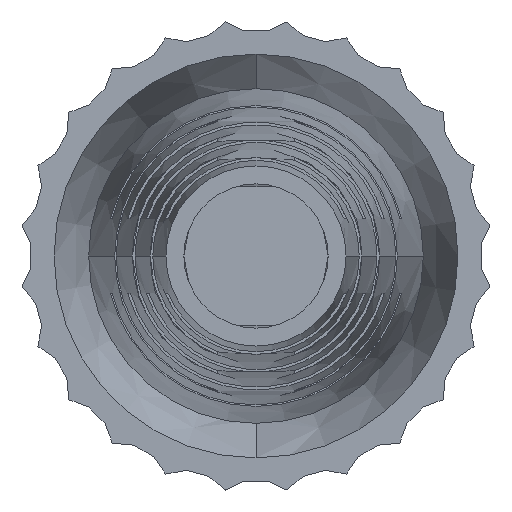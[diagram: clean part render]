
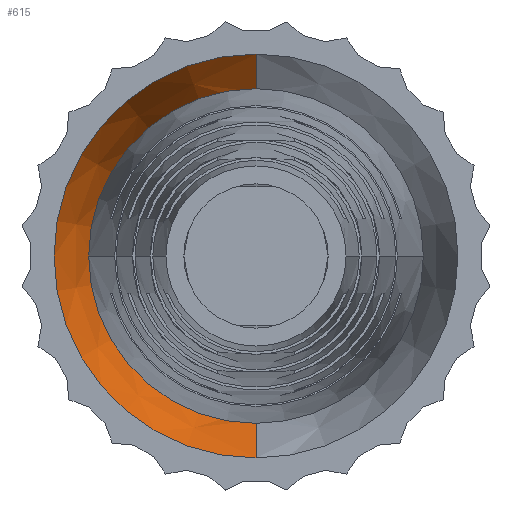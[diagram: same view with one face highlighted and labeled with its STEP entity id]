
A CAD part, front view. The second image highlights one B-rep face of the part: STEP entity #615.
In plain terms, the highlighted conical face has half-angle 20 degrees and reference radius 4.445 mm.
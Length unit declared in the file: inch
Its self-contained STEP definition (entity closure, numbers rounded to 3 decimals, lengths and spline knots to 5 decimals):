
#89 = ORIENTED_EDGE ( 'NONE', *, *, #2988, .F. ) ;
#181 = CIRCLE ( 'NONE', #3085, 0.14202 ) ;
#530 = VERTEX_POINT ( 'NONE', #1438 ) ;
#615 = ADVANCED_FACE ( 'NONE', ( #2395 ), #1274, .F. ) ;
#653 = DIRECTION ( 'NONE',  ( 0., -0.94, 0.342 ) ) ;
#797 = DIRECTION ( 'NONE',  ( 0., 0., 1. ) ) ;
#1217 = EDGE_CURVE ( 'NONE', #5869, #5128, #3136, .T. ) ;
#1274 = CONICAL_SURFACE ( 'NONE', #5008, 0.175, 0.349 ) ;
#1438 = CARTESIAN_POINT ( 'NONE',  ( 0., 0.0906, 0.14202 ) ) ;
#1544 = DIRECTION ( 'NONE',  ( 0., -1., 0. ) ) ;
#1739 = VECTOR ( 'NONE', #2472, 39.37008 ) ;
#1849 = CARTESIAN_POINT ( 'NONE',  ( 0., 0.0906, -0.14202 ) ) ;
#2163 = CARTESIAN_POINT ( 'NONE',  ( 0., 0., 0. ) ) ;
#2395 = FACE_OUTER_BOUND ( 'NONE', #3077, .T. ) ;
#2472 = DIRECTION ( 'NONE',  ( 0., -0.94, -0.342 ) ) ;
#2854 = CARTESIAN_POINT ( 'NONE',  ( 0., 0., 0. ) ) ;
#2903 = ORIENTED_EDGE ( 'NONE', *, *, #3945, .T. ) ;
#2977 = CARTESIAN_POINT ( 'NONE',  ( 0., 0., -0.175 ) ) ;
#2988 = EDGE_CURVE ( 'NONE', #5170, #5128, #3291, .T. ) ;
#3077 = EDGE_LOOP ( 'NONE', ( #2903, #4197, #6488, #89 ) ) ;
#3085 = AXIS2_PLACEMENT_3D ( 'NONE', #4460, #3361, #797 ) ;
#3136 = CIRCLE ( 'NONE', #3598, 0.175 ) ;
#3215 = CARTESIAN_POINT ( 'NONE',  ( 0., 0., 0.175 ) ) ;
#3291 = LINE ( 'NONE', #2977, #1739 ) ;
#3361 = DIRECTION ( 'NONE',  ( 0., 1., 0. ) ) ;
#3505 = CARTESIAN_POINT ( 'NONE',  ( 0., 0., -0.175 ) ) ;
#3598 = AXIS2_PLACEMENT_3D ( 'NONE', #2854, #5533, #3930 ) ;
#3930 = DIRECTION ( 'NONE',  ( 0., 0., -1. ) ) ;
#3945 = EDGE_CURVE ( 'NONE', #5170, #530, #181, .T. ) ;
#4197 = ORIENTED_EDGE ( 'NONE', *, *, #6101, .T. ) ;
#4460 = CARTESIAN_POINT ( 'NONE',  ( 0., 0.0906, 0. ) ) ;
#4968 = VECTOR ( 'NONE', #653, 39.37008 ) ;
#5008 = AXIS2_PLACEMENT_3D ( 'NONE', #2163, #1544, #5760 ) ;
#5101 = CARTESIAN_POINT ( 'NONE',  ( 0., 0., 0.175 ) ) ;
#5128 = VERTEX_POINT ( 'NONE', #3505 ) ;
#5170 = VERTEX_POINT ( 'NONE', #1849 ) ;
#5533 = DIRECTION ( 'NONE',  ( 0., -1., 0. ) ) ;
#5760 = DIRECTION ( 'NONE',  ( 0., 0., -1. ) ) ;
#5869 = VERTEX_POINT ( 'NONE', #5101 ) ;
#6101 = EDGE_CURVE ( 'NONE', #530, #5869, #6773, .T. ) ;
#6488 = ORIENTED_EDGE ( 'NONE', *, *, #1217, .T. ) ;
#6773 = LINE ( 'NONE', #3215, #4968 ) ;
